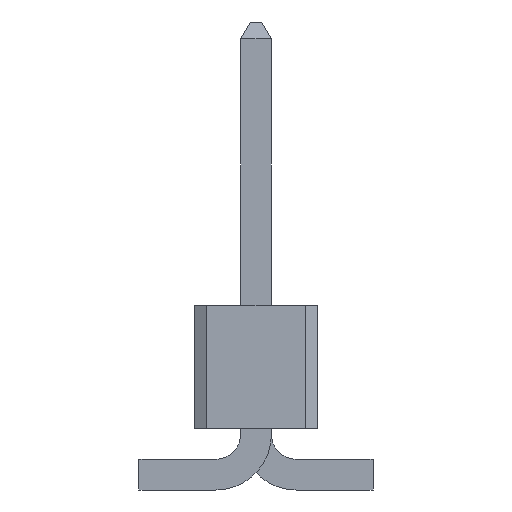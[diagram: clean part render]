
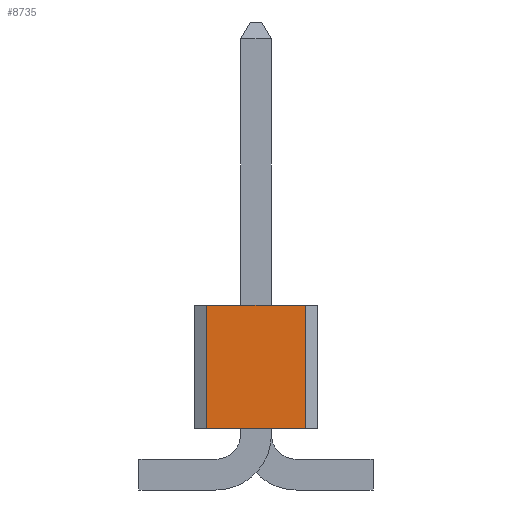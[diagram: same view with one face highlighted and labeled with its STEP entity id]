
A CAD part, left-side view. The second image highlights one B-rep face of the part: STEP entity #8735.
In plain terms, the highlighted planar face has unit normal (-1, 0, 0).
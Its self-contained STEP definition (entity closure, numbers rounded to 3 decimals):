
#379 = CARTESIAN_POINT ( 'NONE',  ( -13.97, 1.02, 3.81 ) ) ;
#619 = VERTEX_POINT ( 'NONE', #11278 ) ;
#824 = CARTESIAN_POINT ( 'NONE',  ( -13.97, -1.02, 3.81 ) ) ;
#1116 = LINE ( 'NONE', #8565, #4925 ) ;
#1570 = CARTESIAN_POINT ( 'NONE',  ( -13.97, 1.02, 1.27 ) ) ;
#1812 = FACE_OUTER_BOUND ( 'NONE', #2593, .T. ) ;
#2593 = EDGE_LOOP ( 'NONE', ( #5651, #11216, #3612, #8645 ) ) ;
#3360 = EDGE_CURVE ( 'NONE', #7882, #3578, #8239, .T. ) ;
#3481 = DIRECTION ( 'NONE',  ( 1., 0., 0. ) ) ;
#3578 = VERTEX_POINT ( 'NONE', #8365 ) ;
#3612 = ORIENTED_EDGE ( 'NONE', *, *, #3668, .F. ) ;
#3668 = EDGE_CURVE ( 'NONE', #619, #7882, #1116, .T. ) ;
#4418 = PLANE ( 'NONE',  #5638 ) ;
#4621 = DIRECTION ( 'NONE',  ( 0., -1., 0. ) ) ;
#4925 = VECTOR ( 'NONE', #4621, 1000. ) ;
#5436 = DIRECTION ( 'NONE',  ( 0., -1., 0. ) ) ;
#5638 = AXIS2_PLACEMENT_3D ( 'NONE', #379, #3481, #7615 ) ;
#5651 = ORIENTED_EDGE ( 'NONE', *, *, #9859, .T. ) ;
#6132 = VECTOR ( 'NONE', #5436, 1000. ) ;
#6629 = EDGE_CURVE ( 'NONE', #619, #7210, #12569, .T. ) ;
#7036 = CARTESIAN_POINT ( 'NONE',  ( -13.97, -1.02, 3.81 ) ) ;
#7210 = VERTEX_POINT ( 'NONE', #8157 ) ;
#7615 = DIRECTION ( 'NONE',  ( 0., 0., -1. ) ) ;
#7882 = VERTEX_POINT ( 'NONE', #7036 ) ;
#8157 = CARTESIAN_POINT ( 'NONE',  ( -13.97, 1.02, 1.27 ) ) ;
#8239 = LINE ( 'NONE', #824, #9985 ) ;
#8365 = CARTESIAN_POINT ( 'NONE',  ( -13.97, -1.02, 1.27 ) ) ;
#8565 = CARTESIAN_POINT ( 'NONE',  ( -13.97, 1.02, 3.81 ) ) ;
#8645 = ORIENTED_EDGE ( 'NONE', *, *, #6629, .T. ) ;
#8735 = ADVANCED_FACE ( 'NONE', ( #1812 ), #4418, .F. ) ;
#9859 = EDGE_CURVE ( 'NONE', #7210, #3578, #11521, .T. ) ;
#9985 = VECTOR ( 'NONE', #11954, 1000. ) ;
#10405 = CARTESIAN_POINT ( 'NONE',  ( -13.97, 1.02, 3.81 ) ) ;
#11216 = ORIENTED_EDGE ( 'NONE', *, *, #3360, .F. ) ;
#11278 = CARTESIAN_POINT ( 'NONE',  ( -13.97, 1.02, 3.81 ) ) ;
#11282 = VECTOR ( 'NONE', #12487, 1000. ) ;
#11521 = LINE ( 'NONE', #1570, #6132 ) ;
#11954 = DIRECTION ( 'NONE',  ( 0., 0., -1. ) ) ;
#12487 = DIRECTION ( 'NONE',  ( 0., 0., -1. ) ) ;
#12569 = LINE ( 'NONE', #10405, #11282 ) ;
